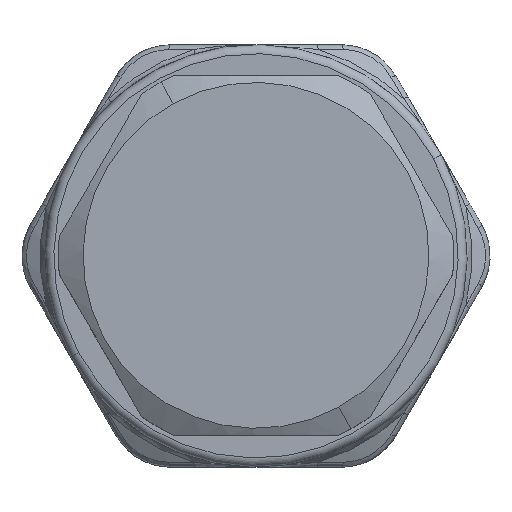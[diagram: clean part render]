
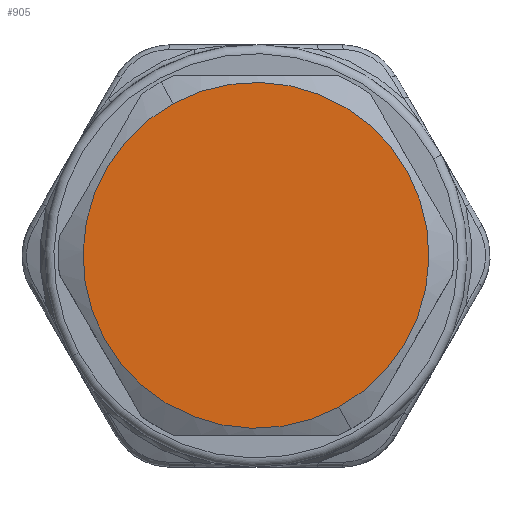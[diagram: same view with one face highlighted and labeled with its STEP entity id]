
A CAD part, top view. The second image highlights one B-rep face of the part: STEP entity #905.
In plain terms, the highlighted planar face has unit normal (0, 0, 1).
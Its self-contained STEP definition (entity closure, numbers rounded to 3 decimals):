
#779=CARTESIAN_POINT('Vertex',(-9.229,16.893,38.)) ;
#782=CARTESIAN_POINT('Axis2P3D Location',(0.,0.,38.)) ;
#786=CARTESIAN_POINT('Vertex',(9.229,-16.893,38.)) ;
#807=CARTESIAN_POINT('Axis2P3D Location',(0.,0.,38.)) ;
#896=CARTESIAN_POINT('Axis2P3D Location',(0.,-19.25,38.)) ;
#783=DIRECTION('Axis2P3D Direction',(0.,0.,-1.)) ;
#808=DIRECTION('Axis2P3D Direction',(0.,0.,-1.)) ;
#897=DIRECTION('Axis2P3D Direction',(0.,0.,1.)) ;
#898=DIRECTION('Axis2P3D XDirection',(1.,0.,0.)) ;
#784=AXIS2_PLACEMENT_3D('Circle Axis2P3D',#782,#783,$) ;
#809=AXIS2_PLACEMENT_3D('Circle Axis2P3D',#807,#808,$) ;
#899=AXIS2_PLACEMENT_3D('Plane Axis2P3D',#896,#897,#898) ;
#902=ORIENTED_EDGE('',*,*,#811,.T.) ;
#903=ORIENTED_EDGE('',*,*,#788,.T.) ;
#905=ADVANCED_FACE('PartBody',(#904),#900,.T.) ;
#785=CIRCLE('generated circle',#784,19.25) ;
#810=CIRCLE('generated circle',#809,19.25) ;
#788=EDGE_CURVE('',#787,#780,#785,.F.) ;
#811=EDGE_CURVE('',#780,#787,#810,.F.) ;
#901=EDGE_LOOP('',(#902,#903)) ;
#904=FACE_OUTER_BOUND('',#901,.T.) ;
#900=PLANE('',#899) ;
#780=VERTEX_POINT('',#779) ;
#787=VERTEX_POINT('',#786) ;
